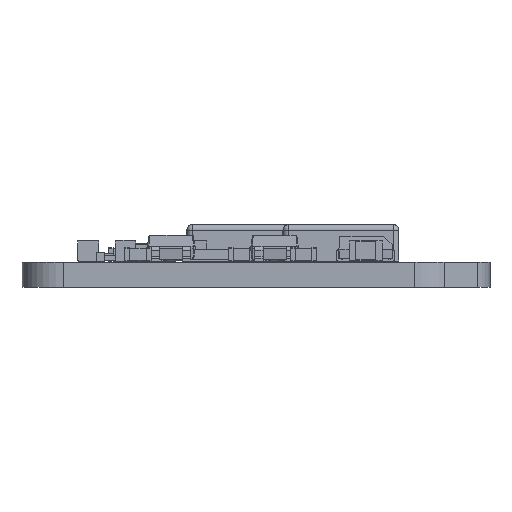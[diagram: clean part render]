
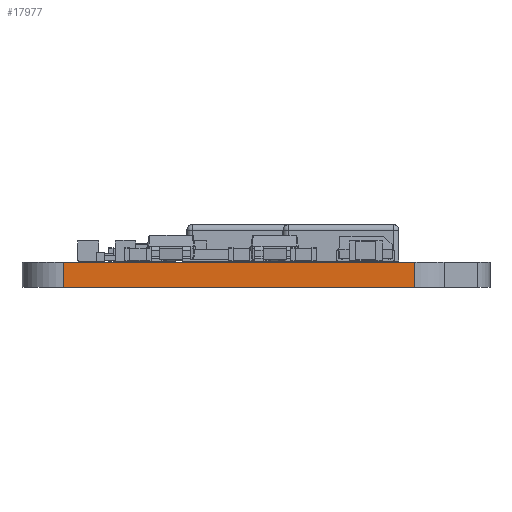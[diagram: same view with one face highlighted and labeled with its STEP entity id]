
A CAD part, left-side view. The second image highlights one B-rep face of the part: STEP entity #17977.
In plain terms, the highlighted planar face has unit normal (-1, 0, 0).
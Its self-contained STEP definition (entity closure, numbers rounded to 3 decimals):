
#17426 = VERTEX_POINT('',#17427);
#17427 = CARTESIAN_POINT('',(94.5,-109.25,0.));
#17434 = EDGE_CURVE('',#17435,#17426,#17437,.T.);
#17435 = VERTEX_POINT('',#17436);
#17436 = CARTESIAN_POINT('',(94.5,-130.464,0.));
#17437 = LINE('',#17438,#17439);
#17438 = CARTESIAN_POINT('',(94.5,-130.464,0.));
#17439 = VECTOR('',#17440,1.);
#17440 = DIRECTION('',(0.,1.,0.));
#17688 = VERTEX_POINT('',#17689);
#17689 = CARTESIAN_POINT('',(94.5,-109.25,1.51));
#17696 = EDGE_CURVE('',#17697,#17688,#17699,.T.);
#17697 = VERTEX_POINT('',#17698);
#17698 = CARTESIAN_POINT('',(94.5,-130.464,1.51));
#17699 = LINE('',#17700,#17701);
#17700 = CARTESIAN_POINT('',(94.5,-130.464,1.51));
#17701 = VECTOR('',#17702,1.);
#17702 = DIRECTION('',(0.,1.,0.));
#17947 = EDGE_CURVE('',#17426,#17688,#17948,.T.);
#17948 = LINE('',#17949,#17950);
#17949 = CARTESIAN_POINT('',(94.5,-109.25,0.));
#17950 = VECTOR('',#17951,1.);
#17951 = DIRECTION('',(0.,0.,1.));
#17977 = ADVANCED_FACE('',(#17978),#17989,.T.);
#17978 = FACE_BOUND('',#17979,.T.);
#17979 = EDGE_LOOP('',(#17980,#17986,#17987,#17988));
#17980 = ORIENTED_EDGE('',*,*,#17981,.T.);
#17981 = EDGE_CURVE('',#17435,#17697,#17982,.T.);
#17982 = LINE('',#17983,#17984);
#17983 = CARTESIAN_POINT('',(94.5,-130.464,0.));
#17984 = VECTOR('',#17985,1.);
#17985 = DIRECTION('',(0.,0.,1.));
#17986 = ORIENTED_EDGE('',*,*,#17696,.T.);
#17987 = ORIENTED_EDGE('',*,*,#17947,.F.);
#17988 = ORIENTED_EDGE('',*,*,#17434,.F.);
#17989 = PLANE('',#17990);
#17990 = AXIS2_PLACEMENT_3D('',#17991,#17992,#17993);
#17991 = CARTESIAN_POINT('',(94.5,-130.464,0.));
#17992 = DIRECTION('',(-1.,0.,0.));
#17993 = DIRECTION('',(0.,1.,0.));
